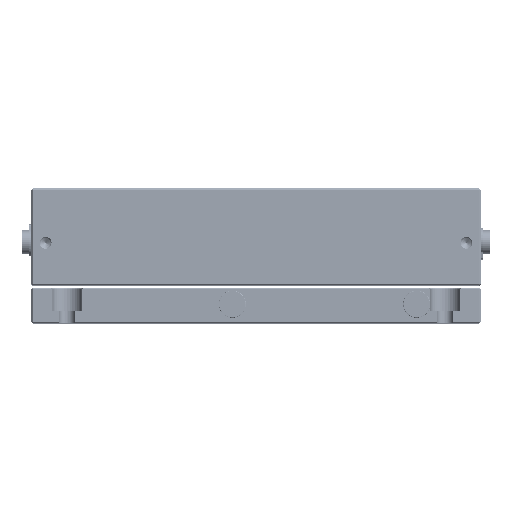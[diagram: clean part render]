
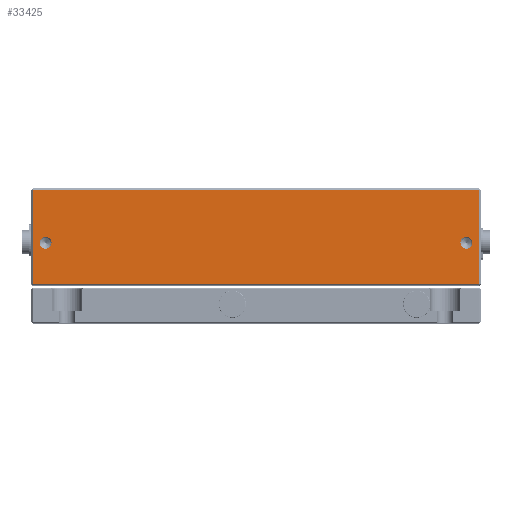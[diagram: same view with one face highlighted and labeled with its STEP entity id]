
A CAD part, top view. The second image highlights one B-rep face of the part: STEP entity #33425.
In plain terms, the highlighted planar face has unit normal (0, 0, 1).
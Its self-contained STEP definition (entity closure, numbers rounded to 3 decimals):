
#408=FACE_BOUND('',#3667,.T.);
#409=FACE_BOUND('',#3668,.T.);
#619=PLANE('',#35713);
#1722=FACE_OUTER_BOUND('',#3666,.T.);
#3666=EDGE_LOOP('',(#24779,#24780,#24781,#24782));
#3667=EDGE_LOOP('',(#24783));
#3668=EDGE_LOOP('',(#24784));
#4995=CIRCLE('',#35714,2.5);
#4996=CIRCLE('',#35715,2.5);
#8929=LINE('',#81363,#10838);
#8936=LINE('',#81376,#10845);
#8938=LINE('',#81379,#10847);
#8940=LINE('',#81382,#10849);
#10838=VECTOR('',#39849,10.);
#10845=VECTOR('',#39862,10.);
#10847=VECTOR('',#39866,10.);
#10849=VECTOR('',#39870,10.);
#13538=VERTEX_POINT('',#81321);
#13541=VERTEX_POINT('',#81331);
#13547=VERTEX_POINT('',#81354);
#13550=VERTEX_POINT('',#81367);
#13673=VERTEX_POINT('',#82476);
#13674=VERTEX_POINT('',#82478);
#17694=EDGE_CURVE('',#13538,#13547,#8929,.T.);
#17701=EDGE_CURVE('',#13547,#13550,#8936,.T.);
#17703=EDGE_CURVE('',#13550,#13541,#8938,.T.);
#17705=EDGE_CURVE('',#13541,#13538,#8940,.T.);
#17881=EDGE_CURVE('',#13673,#13673,#4995,.T.);
#17882=EDGE_CURVE('',#13674,#13674,#4996,.T.);
#24779=ORIENTED_EDGE('',*,*,#17694,.F.);
#24780=ORIENTED_EDGE('',*,*,#17705,.F.);
#24781=ORIENTED_EDGE('',*,*,#17703,.F.);
#24782=ORIENTED_EDGE('',*,*,#17701,.F.);
#24783=ORIENTED_EDGE('',*,*,#17881,.T.);
#24784=ORIENTED_EDGE('',*,*,#17882,.T.);
#33425=ADVANCED_FACE('',(#1722,#408,#409),#619,.T.);
#35713=AXIS2_PLACEMENT_3D('',#82475,#40082,#40083);
#35714=AXIS2_PLACEMENT_3D('',#82477,#40084,#40085);
#35715=AXIS2_PLACEMENT_3D('',#82479,#40086,#40087);
#39849=DIRECTION('',(0.,1.,0.));
#39862=DIRECTION('',(1.,0.,0.));
#39866=DIRECTION('',(0.,-1.,0.));
#39870=DIRECTION('',(-1.,0.,0.));
#40082=DIRECTION('center_axis',(0.,0.,1.));
#40083=DIRECTION('ref_axis',(1.,0.,0.));
#40084=DIRECTION('center_axis',(0.,0.,-1.));
#40085=DIRECTION('ref_axis',(1.,0.,0.));
#40086=DIRECTION('center_axis',(0.,0.,-1.));
#40087=DIRECTION('ref_axis',(1.,0.,0.));
#81321=CARTESIAN_POINT('',(0.5,0.5,90.));
#81331=CARTESIAN_POINT('',(189.5,0.5,90.));
#81354=CARTESIAN_POINT('',(0.5,40.5,90.));
#81363=CARTESIAN_POINT('',(0.5,30.75,90.));
#81367=CARTESIAN_POINT('',(189.5,40.5,90.));
#81376=CARTESIAN_POINT('',(142.5,40.5,90.));
#81379=CARTESIAN_POINT('',(189.5,10.25,90.));
#81382=CARTESIAN_POINT('',(47.5,0.5,90.));
#82475=CARTESIAN_POINT('Origin',(95.,20.5,90.));
#82476=CARTESIAN_POINT('',(181.5,18.,90.));
#82477=CARTESIAN_POINT('Origin',(184.,18.,90.));
#82478=CARTESIAN_POINT('',(3.5,18.,90.));
#82479=CARTESIAN_POINT('Origin',(6.,18.,90.));
